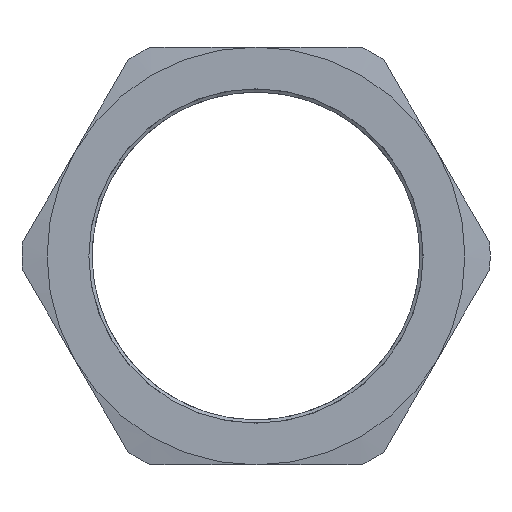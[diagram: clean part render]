
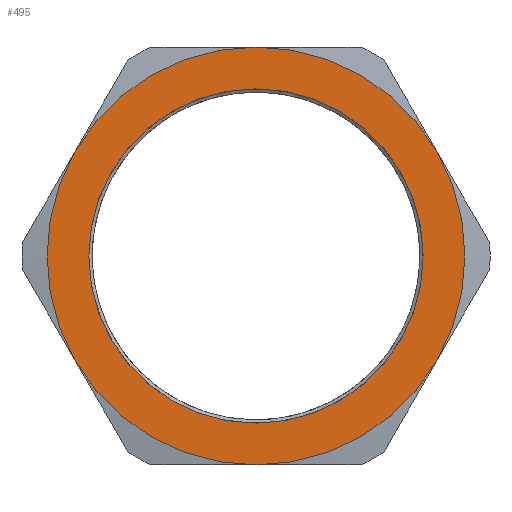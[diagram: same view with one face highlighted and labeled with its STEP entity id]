
A CAD part, left-side view. The second image highlights one B-rep face of the part: STEP entity #495.
In plain terms, the highlighted planar face has unit normal (-1, 0, 0).
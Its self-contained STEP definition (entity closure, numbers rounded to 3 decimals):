
#15=FACE_BOUND('',#158,.T.);
#61=PLANE('',#557);
#64=CIRCLE('',#516,50.);
#67=CIRCLE('',#520,50.);
#69=CIRCLE('',#523,50.);
#71=CIRCLE('',#526,50.);
#72=CIRCLE('',#528,50.);
#87=CIRCLE('',#555,50.);
#88=CIRCLE('',#558,40.);
#126=FACE_OUTER_BOUND('',#157,.T.);
#157=EDGE_LOOP('',(#443,#444,#445,#446,#447,#448));
#158=EDGE_LOOP('',(#449));
#212=VERTEX_POINT('',#1666);
#215=VERTEX_POINT('',#1680);
#224=VERTEX_POINT('',#1708);
#230=VERTEX_POINT('',#1729);
#236=VERTEX_POINT('',#1750);
#239=VERTEX_POINT('',#1764);
#245=VERTEX_POINT('',#1827);
#293=EDGE_CURVE('',#212,#236,#64,.T.);
#296=EDGE_CURVE('',#239,#230,#67,.T.);
#298=EDGE_CURVE('',#230,#224,#69,.T.);
#300=EDGE_CURVE('',#236,#215,#71,.T.);
#301=EDGE_CURVE('',#215,#239,#72,.T.);
#316=EDGE_CURVE('',#224,#212,#87,.T.);
#317=EDGE_CURVE('',#245,#245,#88,.T.);
#443=ORIENTED_EDGE('',*,*,#298,.F.);
#444=ORIENTED_EDGE('',*,*,#296,.F.);
#445=ORIENTED_EDGE('',*,*,#301,.F.);
#446=ORIENTED_EDGE('',*,*,#300,.F.);
#447=ORIENTED_EDGE('',*,*,#293,.F.);
#448=ORIENTED_EDGE('',*,*,#316,.F.);
#449=ORIENTED_EDGE('',*,*,#317,.T.);
#495=ADVANCED_FACE('',(#126,#15),#61,.T.);
#516=AXIS2_PLACEMENT_3D('',#1785,#600,#601);
#520=AXIS2_PLACEMENT_3D('',#1789,#608,#609);
#523=AXIS2_PLACEMENT_3D('',#1792,#614,#615);
#526=AXIS2_PLACEMENT_3D('',#1795,#620,#621);
#528=AXIS2_PLACEMENT_3D('',#1797,#624,#625);
#555=AXIS2_PLACEMENT_3D('',#1824,#678,#679);
#557=AXIS2_PLACEMENT_3D('',#1826,#682,#683);
#558=AXIS2_PLACEMENT_3D('',#1828,#684,#685);
#600=DIRECTION('center_axis',(1.,0.,0.));
#601=DIRECTION('ref_axis',(0.,-1.,0.));
#608=DIRECTION('center_axis',(1.,0.,0.));
#609=DIRECTION('ref_axis',(0.,-1.,0.));
#614=DIRECTION('center_axis',(1.,0.,0.));
#615=DIRECTION('ref_axis',(0.,-1.,0.));
#620=DIRECTION('center_axis',(1.,0.,0.));
#621=DIRECTION('ref_axis',(0.,-1.,0.));
#624=DIRECTION('center_axis',(1.,0.,0.));
#625=DIRECTION('ref_axis',(0.,-1.,0.));
#678=DIRECTION('center_axis',(1.,0.,0.));
#679=DIRECTION('ref_axis',(0.,-1.,0.));
#682=DIRECTION('center_axis',(-1.,0.,0.));
#683=DIRECTION('ref_axis',(0.,0.,1.));
#684=DIRECTION('center_axis',(1.,0.,0.));
#685=DIRECTION('ref_axis',(0.,0.,-1.));
#1666=CARTESIAN_POINT('',(-8.5,0.,50.));
#1680=CARTESIAN_POINT('',(-8.5,-43.301,-25.));
#1708=CARTESIAN_POINT('',(-8.5,43.301,25.));
#1729=CARTESIAN_POINT('',(-8.5,43.301,-25.));
#1750=CARTESIAN_POINT('',(-8.5,-43.301,25.));
#1764=CARTESIAN_POINT('',(-8.5,0.,-50.));
#1785=CARTESIAN_POINT('Origin',(-8.5,0.,0.));
#1789=CARTESIAN_POINT('Origin',(-8.5,0.,0.));
#1792=CARTESIAN_POINT('Origin',(-8.5,0.,0.));
#1795=CARTESIAN_POINT('Origin',(-8.5,0.,0.));
#1797=CARTESIAN_POINT('Origin',(-8.5,0.,0.));
#1824=CARTESIAN_POINT('Origin',(-8.5,0.,0.));
#1826=CARTESIAN_POINT('Origin',(-8.5,56.,0.));
#1827=CARTESIAN_POINT('',(-8.5,40.,0.));
#1828=CARTESIAN_POINT('Origin',(-8.5,0.,0.));
